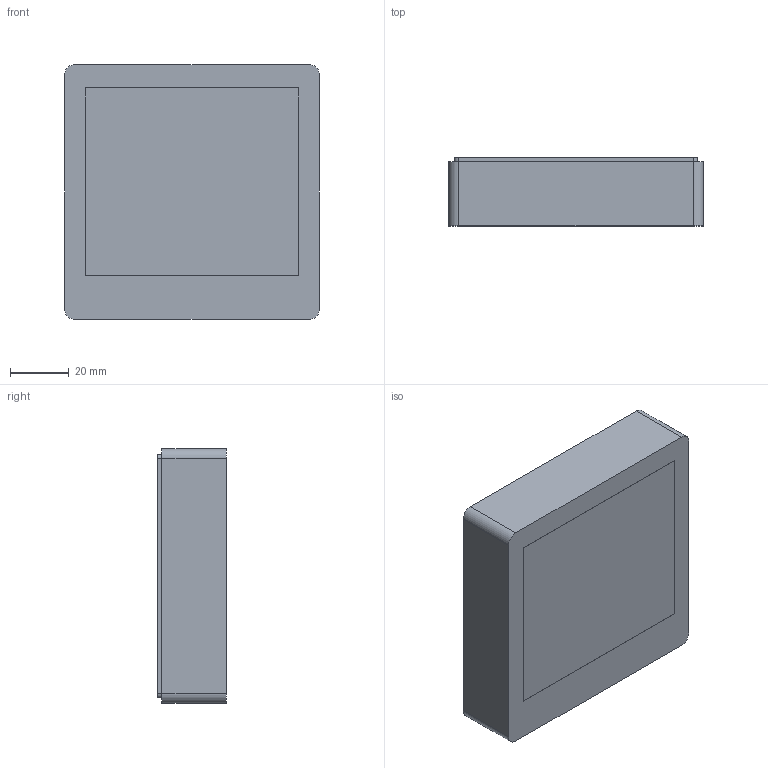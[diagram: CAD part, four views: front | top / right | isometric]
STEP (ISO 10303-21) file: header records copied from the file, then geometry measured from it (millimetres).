
FILE_DESCRIPTION(/* description */ ('STEP AP242','CAx-IF Rec.Pracs.---Representation and Presentation of Product Manufacturing Information (PMI)---4.0---2014-10-13','CAx-IF Rec.Pracs.---3D Tessellated Geometry---0.4---2014-09-14','2;1'),/* implementation_level */ '2;1');
FILE_NAME(/* name */ 'P-22RTM-1900D-11',/* time_stamp */ '2025-03-07T18:12:13+01:00',/* author */ ('License CC BY-ND 4.0'),/* organization */ ('CADENAS'),/* preprocessor_version */ 'ST-DEVELOPER v19.3',/* originating_system */ 'PARTsolutions',/* authorisation */ ' ');
FILE_SCHEMA (('AP242_MANAGED_MODEL_BASED_3D_ENGINEERING_MIM_LF { 1 0 10303 442 1 1 4 }'));
Length unit declared in the file: millimetre
Products named in the file (1): P-22RTM-1900D-11
Bounding box: 87 x 23.5 x 87 mm (x, y, z)
Volume: 175729.7 mm3; surface area: 23124.5 mm2
Topology: 1 solids, 1 shells, 77 faces, 192 edges, 128 vertices
Faces by surface type: plane 46, cylinder 31
Entity records: 2865 total; most frequent: DIRECTION 410, CARTESIAN_POINT 398, ORIENTED_EDGE 384, EDGE_CURVE 192, AXIS2_PLACEMENT_3D 140, LINE 130, VECTOR 130, VERTEX_POINT 128
